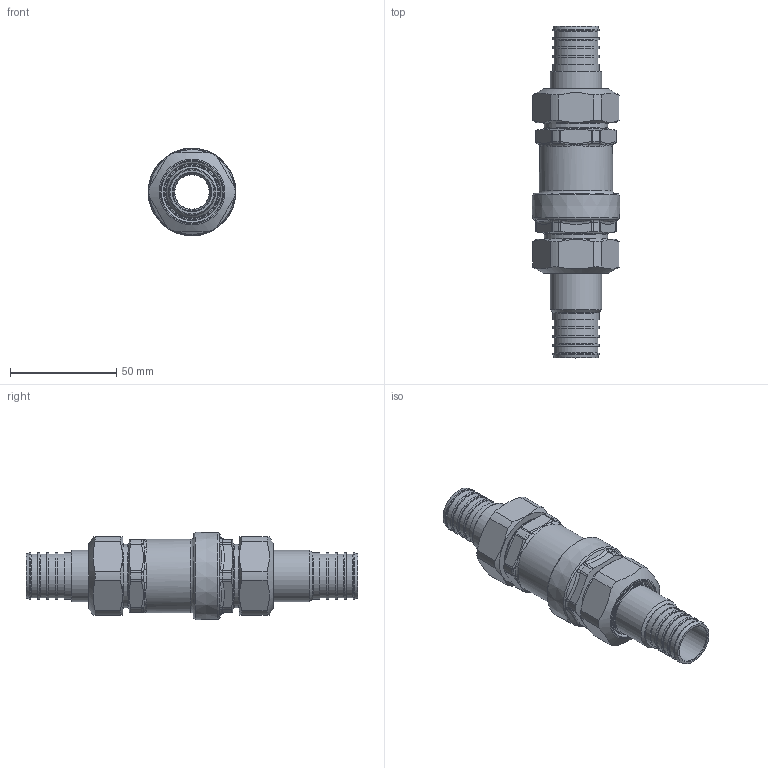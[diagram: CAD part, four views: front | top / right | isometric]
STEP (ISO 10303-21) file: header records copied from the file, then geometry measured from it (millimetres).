
FILE_DESCRIPTION(/* description */ (''),/* implementation_level */ '2;1');
FILE_NAME(/* name */ '127164AFC_Simplify_1.stp',/* time_stamp */ '2025-07-29T11:59:04-05:00',/* author */ ('ischreiner'),/* organization */ (''),/* preprocessor_version */ 'ST-DEVELOPER v20',/* originating_system */ 'Autodesk Inventor 2025',/* authorisation */ '');
FILE_SCHEMA (('AUTOMOTIVE_DESIGN { 1 0 10303 214 3 1 1 }'));
Length unit declared in the file: inch
Products named in the file (1): 127164AFC_Simplify_1
Bounding box: 41.38 x 156.51 x 41.38 mm (x, y, z)
Volume: 53956.3 mm3; surface area: 39305 mm2
Topology: 5 solids, 5 shells, 327 faces, 714 edges, 433 vertices
Faces by surface type: cylinder 86, plane 70, torus 67, cone 60, bspline 44
Full cylindrical faces by diameter (mm): 16.256 x1, 18.161 x2, 19.812 x1, 20.091 x2, 20.574 x1, 20.6 x1, 20.701 x8, 21 x2, 21.742 x10, 22 x1, 24.1 x2, 24.384 x2, 25 x2, 26.416 x2, 26.924 x2, 28.3 x2, 28.5 x1, 28.6 x1, 29.972 x2, 30 x4, 30.2 x1, 30.302 x2, 30.4 x1, 33.1 x2, 34.5 x1
Entity records: 12185 total; most frequent: CARTESIAN_POINT 4737, DIRECTION 1540, ORIENTED_EDGE 1428, EDGE_CURVE 714, AXIS2_PLACEMENT_3D 688, VERTEX_POINT 433, EDGE_LOOP 373, CIRCLE 356
